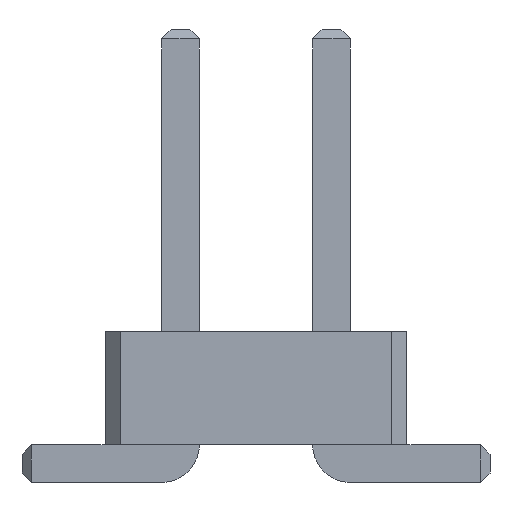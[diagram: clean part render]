
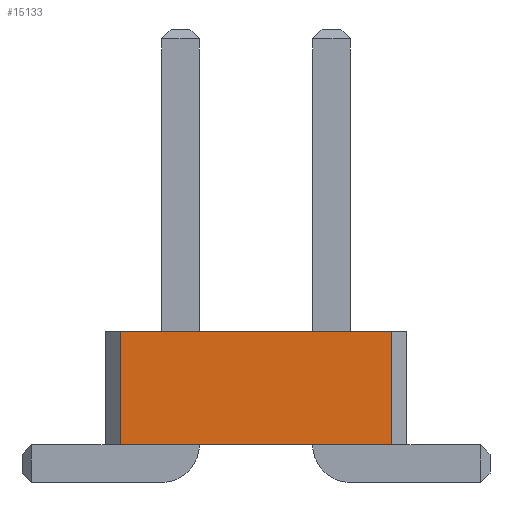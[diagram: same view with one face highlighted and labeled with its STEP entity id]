
A CAD part, front view. The second image highlights one B-rep face of the part: STEP entity #15133.
In plain terms, the highlighted planar face has unit normal (0, -1, 0).
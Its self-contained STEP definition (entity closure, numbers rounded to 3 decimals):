
#2726 = VERTEX_POINT('',#2727);
#2727 = CARTESIAN_POINT('',(1.8,-36.,0.5));
#2733 = EDGE_CURVE('',#2734,#2726,#2736,.T.);
#2734 = VERTEX_POINT('',#2735);
#2735 = CARTESIAN_POINT('',(-1.8,-36.,0.5));
#2736 = LINE('',#2737,#2738);
#2737 = CARTESIAN_POINT('',(-1.8,-36.,0.5));
#2738 = VECTOR('',#2739,1.);
#2739 = DIRECTION('',(1.,0.,0.));
#6174 = VERTEX_POINT('',#6175);
#6175 = CARTESIAN_POINT('',(1.8,-36.,2.));
#6181 = EDGE_CURVE('',#6182,#6174,#6184,.T.);
#6182 = VERTEX_POINT('',#6183);
#6183 = CARTESIAN_POINT('',(-1.8,-36.,2.));
#6184 = LINE('',#6185,#6186);
#6185 = CARTESIAN_POINT('',(-1.8,-36.,2.));
#6186 = VECTOR('',#6187,1.);
#6187 = DIRECTION('',(1.,0.,0.));
#15122 = EDGE_CURVE('',#2734,#6182,#15123,.T.);
#15123 = LINE('',#15124,#15125);
#15124 = CARTESIAN_POINT('',(-1.8,-36.,0.5));
#15125 = VECTOR('',#15126,1.);
#15126 = DIRECTION('',(0.,0.,1.));
#15133 = ADVANCED_FACE('',(#15134),#15145,.F.);
#15134 = FACE_BOUND('',#15135,.F.);
#15135 = EDGE_LOOP('',(#15136,#15137,#15138,#15144));
#15136 = ORIENTED_EDGE('',*,*,#15122,.T.);
#15137 = ORIENTED_EDGE('',*,*,#6181,.T.);
#15138 = ORIENTED_EDGE('',*,*,#15139,.F.);
#15139 = EDGE_CURVE('',#2726,#6174,#15140,.T.);
#15140 = LINE('',#15141,#15142);
#15141 = CARTESIAN_POINT('',(1.8,-36.,0.5));
#15142 = VECTOR('',#15143,1.);
#15143 = DIRECTION('',(0.,0.,1.));
#15144 = ORIENTED_EDGE('',*,*,#2733,.F.);
#15145 = PLANE('',#15146);
#15146 = AXIS2_PLACEMENT_3D('',#15147,#15148,#15149);
#15147 = CARTESIAN_POINT('',(-1.8,-36.,0.5));
#15148 = DIRECTION('',(0.,1.,0.));
#15149 = DIRECTION('',(1.,0.,0.));
